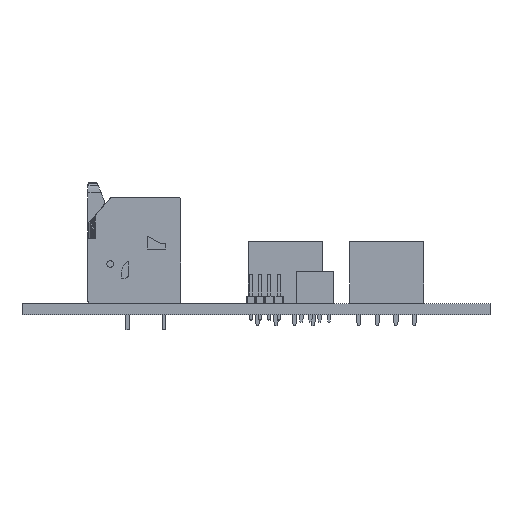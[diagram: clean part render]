
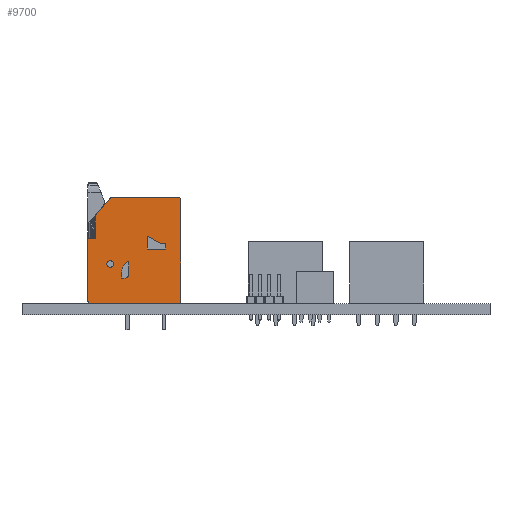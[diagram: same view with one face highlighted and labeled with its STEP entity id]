
A CAD part, left-side view. The second image highlights one B-rep face of the part: STEP entity #9700.
In plain terms, the highlighted face is planar.
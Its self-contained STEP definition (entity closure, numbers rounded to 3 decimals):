
#9700 = ADVANCED_FACE('',(#9701,#9712,#9838,#9880),#9941,.T.);
#9701 = FACE_BOUND('',#9702,.T.);
#9702 = EDGE_LOOP('',(#9703));
#9703 = ORIENTED_EDGE('',*,*,#9704,.F.);
#9704 = EDGE_CURVE('',#9705,#9705,#9707,.T.);
#9705 = VERTEX_POINT('',#9706);
#9706 = CARTESIAN_POINT('',(-6.95,5.4,28.));
#9707 = CIRCLE('',#9708,0.45);
#9708 = AXIS2_PLACEMENT_3D('',#9709,#9710,#9711);
#9709 = CARTESIAN_POINT('',(-7.4,5.4,28.));
#9710 = DIRECTION('',(0.,0.,1.));
#9711 = DIRECTION('',(1.,0.,-0.));
#9712 = FACE_BOUND('',#9713,.T.);
#9713 = EDGE_LOOP('',(#9714,#9724,#9732,#9740,#9748,#9756,#9764,#9772,
    #9781,#9789,#9798,#9806,#9815,#9823,#9832));
#9714 = ORIENTED_EDGE('',*,*,#9715,.F.);
#9715 = EDGE_CURVE('',#9716,#9718,#9720,.T.);
#9716 = VERTEX_POINT('',#9717);
#9717 = CARTESIAN_POINT('',(-9.45,8.9,28.));
#9718 = VERTEX_POINT('',#9719);
#9719 = CARTESIAN_POINT('',(-9.45,11.997,28.));
#9720 = LINE('',#9721,#9722);
#9721 = CARTESIAN_POINT('',(-9.45,0.3,28.));
#9722 = VECTOR('',#9723,1.);
#9723 = DIRECTION('',(0.,1.,0.));
#9724 = ORIENTED_EDGE('',*,*,#9725,.T.);
#9725 = EDGE_CURVE('',#9716,#9726,#9728,.T.);
#9726 = VERTEX_POINT('',#9727);
#9727 = CARTESIAN_POINT('',(-10.043,8.9,28.));
#9728 = LINE('',#9729,#9730);
#9729 = CARTESIAN_POINT('',(-10.15,8.9,28.));
#9730 = VECTOR('',#9731,1.);
#9731 = DIRECTION('',(-1.,0.,0.));
#9732 = ORIENTED_EDGE('',*,*,#9733,.T.);
#9733 = EDGE_CURVE('',#9726,#9734,#9736,.T.);
#9734 = VERTEX_POINT('',#9735);
#9735 = CARTESIAN_POINT('',(-10.043,11.291,28.));
#9736 = LINE('',#9737,#9738);
#9737 = CARTESIAN_POINT('',(-10.043,8.9,28.));
#9738 = VECTOR('',#9739,1.);
#9739 = DIRECTION('',(0.,1.,0.));
#9740 = ORIENTED_EDGE('',*,*,#9741,.T.);
#9741 = EDGE_CURVE('',#9734,#9742,#9744,.T.);
#9742 = VERTEX_POINT('',#9743);
#9743 = CARTESIAN_POINT('',(-10.046,11.287,28.));
#9744 = LINE('',#9745,#9746);
#9745 = CARTESIAN_POINT('',(-7.44,14.393,28.));
#9746 = VECTOR('',#9747,1.);
#9747 = DIRECTION('',(-0.643,-0.766,0.));
#9748 = ORIENTED_EDGE('',*,*,#9749,.F.);
#9749 = EDGE_CURVE('',#9750,#9742,#9752,.T.);
#9750 = VERTEX_POINT('',#9751);
#9751 = CARTESIAN_POINT('',(-10.046,8.9,28.));
#9752 = LINE('',#9753,#9754);
#9753 = CARTESIAN_POINT('',(-10.046,8.9,28.));
#9754 = VECTOR('',#9755,1.);
#9755 = DIRECTION('',(0.,1.,0.));
#9756 = ORIENTED_EDGE('',*,*,#9757,.T.);
#9757 = EDGE_CURVE('',#9750,#9758,#9760,.T.);
#9758 = VERTEX_POINT('',#9759);
#9759 = CARTESIAN_POINT('',(-10.45,8.9,28.));
#9760 = LINE('',#9761,#9762);
#9761 = CARTESIAN_POINT('',(-10.15,8.9,28.));
#9762 = VECTOR('',#9763,1.);
#9763 = DIRECTION('',(-1.,0.,0.));
#9764 = ORIENTED_EDGE('',*,*,#9765,.T.);
#9765 = EDGE_CURVE('',#9758,#9766,#9768,.T.);
#9766 = VERTEX_POINT('',#9767);
#9767 = CARTESIAN_POINT('',(-10.45,0.3,28.));
#9768 = LINE('',#9769,#9770);
#9769 = CARTESIAN_POINT('',(-10.45,10.806,28.));
#9770 = VECTOR('',#9771,1.);
#9771 = DIRECTION('',(0.,-1.,0.));
#9772 = ORIENTED_EDGE('',*,*,#9773,.T.);
#9773 = EDGE_CURVE('',#9766,#9774,#9776,.T.);
#9774 = VERTEX_POINT('',#9775);
#9775 = CARTESIAN_POINT('',(-10.15,0.,28.));
#9776 = CIRCLE('',#9777,0.3);
#9777 = AXIS2_PLACEMENT_3D('',#9778,#9779,#9780);
#9778 = CARTESIAN_POINT('',(-10.15,0.3,28.));
#9779 = DIRECTION('',(0.,0.,1.));
#9780 = DIRECTION('',(1.,0.,-0.));
#9781 = ORIENTED_EDGE('',*,*,#9782,.T.);
#9782 = EDGE_CURVE('',#9774,#9783,#9785,.T.);
#9783 = VERTEX_POINT('',#9784);
#9784 = CARTESIAN_POINT('',(2.,0.,28.));
#9785 = LINE('',#9786,#9787);
#9786 = CARTESIAN_POINT('',(-10.15,0.,28.));
#9787 = VECTOR('',#9788,1.);
#9788 = DIRECTION('',(1.,0.,0.));
#9789 = ORIENTED_EDGE('',*,*,#9790,.T.);
#9790 = EDGE_CURVE('',#9783,#9791,#9793,.T.);
#9791 = VERTEX_POINT('',#9792);
#9792 = CARTESIAN_POINT('',(2.3,0.3,28.));
#9793 = CIRCLE('',#9794,0.3);
#9794 = AXIS2_PLACEMENT_3D('',#9795,#9796,#9797);
#9795 = CARTESIAN_POINT('',(2.,0.3,28.));
#9796 = DIRECTION('',(0.,0.,1.));
#9797 = DIRECTION('',(1.,0.,-0.));
#9798 = ORIENTED_EDGE('',*,*,#9799,.T.);
#9799 = EDGE_CURVE('',#9791,#9800,#9802,.T.);
#9800 = VERTEX_POINT('',#9801);
#9801 = CARTESIAN_POINT('',(2.3,14.2,28.));
#9802 = LINE('',#9803,#9804);
#9803 = CARTESIAN_POINT('',(2.3,0.3,28.));
#9804 = VECTOR('',#9805,1.);
#9805 = DIRECTION('',(0.,1.,0.));
#9806 = ORIENTED_EDGE('',*,*,#9807,.T.);
#9807 = EDGE_CURVE('',#9800,#9808,#9810,.T.);
#9808 = VERTEX_POINT('',#9809);
#9809 = CARTESIAN_POINT('',(2.,14.5,28.));
#9810 = CIRCLE('',#9811,0.3);
#9811 = AXIS2_PLACEMENT_3D('',#9812,#9813,#9814);
#9812 = CARTESIAN_POINT('',(2.,14.2,28.));
#9813 = DIRECTION('',(0.,0.,1.));
#9814 = DIRECTION('',(1.,0.,-0.));
#9815 = ORIENTED_EDGE('',*,*,#9816,.T.);
#9816 = EDGE_CURVE('',#9808,#9817,#9819,.T.);
#9817 = VERTEX_POINT('',#9818);
#9818 = CARTESIAN_POINT('',(-7.21,14.5,28.));
#9819 = LINE('',#9820,#9821);
#9820 = CARTESIAN_POINT('',(2.,14.5,28.));
#9821 = VECTOR('',#9822,1.);
#9822 = DIRECTION('',(-1.,0.,0.));
#9823 = ORIENTED_EDGE('',*,*,#9824,.T.);
#9824 = EDGE_CURVE('',#9817,#9825,#9827,.T.);
#9825 = VERTEX_POINT('',#9826);
#9826 = CARTESIAN_POINT('',(-7.44,14.393,28.));
#9827 = CIRCLE('',#9828,0.3);
#9828 = AXIS2_PLACEMENT_3D('',#9829,#9830,#9831);
#9829 = CARTESIAN_POINT('',(-7.21,14.2,28.));
#9830 = DIRECTION('',(0.,0.,1.));
#9831 = DIRECTION('',(1.,0.,-0.));
#9832 = ORIENTED_EDGE('',*,*,#9833,.T.);
#9833 = EDGE_CURVE('',#9825,#9718,#9834,.T.);
#9834 = LINE('',#9835,#9836);
#9835 = CARTESIAN_POINT('',(-7.44,14.393,28.));
#9836 = VECTOR('',#9837,1.);
#9837 = DIRECTION('',(-0.643,-0.766,0.));
#9838 = FACE_BOUND('',#9839,.T.);
#9839 = EDGE_LOOP('',(#9840,#9850,#9858,#9866,#9874));
#9840 = ORIENTED_EDGE('',*,*,#9841,.F.);
#9841 = EDGE_CURVE('',#9842,#9844,#9846,.T.);
#9842 = VERTEX_POINT('',#9843);
#9843 = CARTESIAN_POINT('',(-2.35,9.184,28.));
#9844 = VERTEX_POINT('',#9845);
#9845 = CARTESIAN_POINT('',(-2.35,7.45,28.));
#9846 = LINE('',#9847,#9848);
#9847 = CARTESIAN_POINT('',(-2.35,9.184,28.));
#9848 = VECTOR('',#9849,1.);
#9849 = DIRECTION('',(0.,-1.,0.));
#9850 = ORIENTED_EDGE('',*,*,#9851,.F.);
#9851 = EDGE_CURVE('',#9852,#9842,#9854,.T.);
#9852 = VERTEX_POINT('',#9853);
#9853 = CARTESIAN_POINT('',(-0.55,8.25,28.));
#9854 = LINE('',#9855,#9856);
#9855 = CARTESIAN_POINT('',(-0.55,8.25,28.));
#9856 = VECTOR('',#9857,1.);
#9857 = DIRECTION('',(-0.888,0.461,0.));
#9858 = ORIENTED_EDGE('',*,*,#9859,.F.);
#9859 = EDGE_CURVE('',#9860,#9852,#9862,.T.);
#9860 = VERTEX_POINT('',#9861);
#9861 = CARTESIAN_POINT('',(0.2,8.25,28.));
#9862 = LINE('',#9863,#9864);
#9863 = CARTESIAN_POINT('',(0.2,8.25,28.));
#9864 = VECTOR('',#9865,1.);
#9865 = DIRECTION('',(-1.,0.,0.));
#9866 = ORIENTED_EDGE('',*,*,#9867,.F.);
#9867 = EDGE_CURVE('',#9868,#9860,#9870,.T.);
#9868 = VERTEX_POINT('',#9869);
#9869 = CARTESIAN_POINT('',(0.2,7.45,28.));
#9870 = LINE('',#9871,#9872);
#9871 = CARTESIAN_POINT('',(0.2,7.45,28.));
#9872 = VECTOR('',#9873,1.);
#9873 = DIRECTION('',(0.,1.,0.));
#9874 = ORIENTED_EDGE('',*,*,#9875,.F.);
#9875 = EDGE_CURVE('',#9844,#9868,#9876,.T.);
#9876 = LINE('',#9877,#9878);
#9877 = CARTESIAN_POINT('',(-2.35,7.45,28.));
#9878 = VECTOR('',#9879,1.);
#9879 = DIRECTION('',(1.,0.,0.));
#9880 = FACE_BOUND('',#9881,.T.);
#9881 = EDGE_LOOP('',(#9882,#9892,#9901,#9909,#9918,#9926,#9935));
#9882 = ORIENTED_EDGE('',*,*,#9883,.F.);
#9883 = EDGE_CURVE('',#9884,#9886,#9888,.T.);
#9884 = VERTEX_POINT('',#9885);
#9885 = CARTESIAN_POINT('',(-5.85,4.249,28.));
#9886 = VERTEX_POINT('',#9887);
#9887 = CARTESIAN_POINT('',(-5.85,3.45,28.));
#9888 = LINE('',#9889,#9890);
#9889 = CARTESIAN_POINT('',(-5.85,4.249,28.));
#9890 = VECTOR('',#9891,1.);
#9891 = DIRECTION('',(0.,-1.,0.));
#9892 = ORIENTED_EDGE('',*,*,#9893,.F.);
#9893 = EDGE_CURVE('',#9894,#9884,#9896,.T.);
#9894 = VERTEX_POINT('',#9895);
#9895 = CARTESIAN_POINT('',(-5.381,5.381,28.));
#9896 = CIRCLE('',#9897,1.6);
#9897 = AXIS2_PLACEMENT_3D('',#9898,#9899,#9900);
#9898 = CARTESIAN_POINT('',(-4.25,4.249,28.));
#9899 = DIRECTION('',(0.,0.,1.));
#9900 = DIRECTION('',(1.,0.,-0.));
#9901 = ORIENTED_EDGE('',*,*,#9902,.F.);
#9902 = EDGE_CURVE('',#9903,#9894,#9905,.T.);
#9903 = VERTEX_POINT('',#9904);
#9904 = CARTESIAN_POINT('',(-5.106,5.656,28.));
#9905 = LINE('',#9906,#9907);
#9906 = CARTESIAN_POINT('',(-5.106,5.656,28.));
#9907 = VECTOR('',#9908,1.);
#9908 = DIRECTION('',(-0.707,-0.707,0.));
#9909 = ORIENTED_EDGE('',*,*,#9910,.F.);
#9910 = EDGE_CURVE('',#9911,#9903,#9913,.T.);
#9911 = VERTEX_POINT('',#9912);
#9912 = CARTESIAN_POINT('',(-4.85,5.55,28.));
#9913 = CIRCLE('',#9914,0.15);
#9914 = AXIS2_PLACEMENT_3D('',#9915,#9916,#9917);
#9915 = CARTESIAN_POINT('',(-5.,5.55,28.));
#9916 = DIRECTION('',(0.,0.,1.));
#9917 = DIRECTION('',(1.,0.,-0.));
#9918 = ORIENTED_EDGE('',*,*,#9919,.F.);
#9919 = EDGE_CURVE('',#9920,#9911,#9922,.T.);
#9920 = VERTEX_POINT('',#9921);
#9921 = CARTESIAN_POINT('',(-4.85,3.95,28.));
#9922 = LINE('',#9923,#9924);
#9923 = CARTESIAN_POINT('',(-4.85,3.95,28.));
#9924 = VECTOR('',#9925,1.);
#9925 = DIRECTION('',(0.,1.,0.));
#9926 = ORIENTED_EDGE('',*,*,#9927,.F.);
#9927 = EDGE_CURVE('',#9928,#9920,#9930,.T.);
#9928 = VERTEX_POINT('',#9929);
#9929 = CARTESIAN_POINT('',(-5.35,3.45,28.));
#9930 = CIRCLE('',#9931,0.5);
#9931 = AXIS2_PLACEMENT_3D('',#9932,#9933,#9934);
#9932 = CARTESIAN_POINT('',(-5.35,3.95,28.));
#9933 = DIRECTION('',(0.,0.,1.));
#9934 = DIRECTION('',(1.,0.,-0.));
#9935 = ORIENTED_EDGE('',*,*,#9936,.F.);
#9936 = EDGE_CURVE('',#9886,#9928,#9937,.T.);
#9937 = LINE('',#9938,#9939);
#9938 = CARTESIAN_POINT('',(-5.85,3.45,28.));
#9939 = VECTOR('',#9940,1.);
#9940 = DIRECTION('',(1.,0.,0.));
#9941 = PLANE('',#9942);
#9942 = AXIS2_PLACEMENT_3D('',#9943,#9944,#9945);
#9943 = CARTESIAN_POINT('',(-10.15,0.3,28.));
#9944 = DIRECTION('',(0.,0.,1.));
#9945 = DIRECTION('',(1.,0.,-0.));
